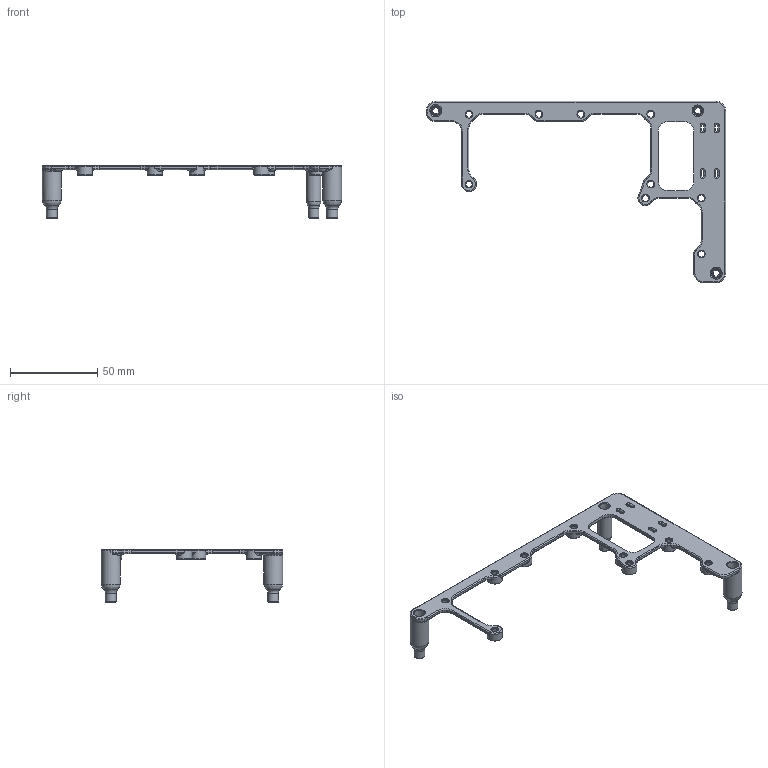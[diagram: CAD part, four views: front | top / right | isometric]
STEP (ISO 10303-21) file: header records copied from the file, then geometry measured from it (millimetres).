
FILE_DESCRIPTION(/* description */ (''),/* implementation_level */ '2;1');
FILE_NAME(/* name */ 'm8p_Pavan_v1.0_noLabel.step',/* time_stamp */ '2024-06-23T01:32:15-06:00',/* author */ (''),/* organization */ (''),/* preprocessor_version */ 'ST-DEVELOPER v20',/* originating_system */ 'Autodesk Translation Framework v13.14.0.145',/* authorisation */ '');
FILE_SCHEMA (('AUTOMOTIVE_DESIGN { 1 0 10303 214 3 1 1 }'));
Length unit declared in the file: millimetre
Products named in the file (1): M8P Pavan v1.0
Bounding box: 171.3 x 103.8 x 30 mm (x, y, z)
Volume: 13282.7 mm3; surface area: 13844.9 mm2
Topology: 1 solids, 1 shells, 384 faces, 908 edges, 513 vertices
Faces by surface type: cylinder 144, torus 133, plane 61, bspline 36, cone 9, sphere 1
Full cylindrical faces by diameter (mm): 3.54 x3, 3.6 x9, 4.35 x9, 5.8 x2, 6.2 x4, 8 x1, 8.6 x7, 10.8 x2
Entity records: 12499 total; most frequent: CARTESIAN_POINT 3582, DIRECTION 2055, ORIENTED_EDGE 1768, AXIS2_PLACEMENT_3D 893, EDGE_CURVE 884, CIRCLE 544, VERTEX_POINT 513, EDGE_LOOP 429
